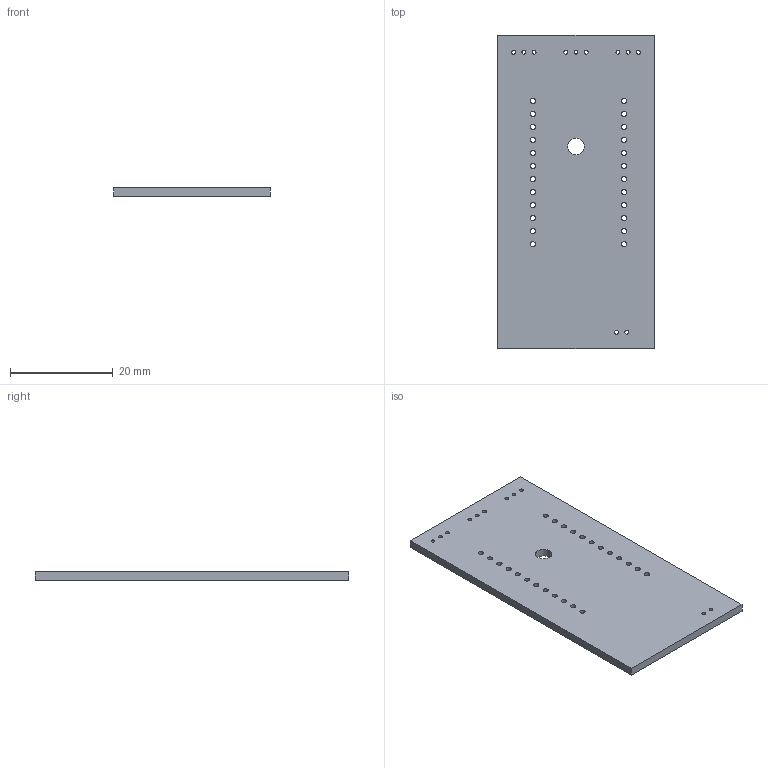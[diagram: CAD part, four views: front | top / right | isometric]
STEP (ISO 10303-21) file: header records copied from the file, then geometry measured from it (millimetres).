
FILE_DESCRIPTION(('KiCad electronic assembly'),'2;1');
FILE_NAME('unfancyRemote.step','2022-02-27T21:38:28',('Pcbnew'),('Kicad' ),'Open CASCADE STEP processor 7.6','KiCad to STEP converter', 'Unknown');
FILE_SCHEMA(('AUTOMOTIVE_DESIGN { 1 0 10303 214 1 1 1 1 }'));
Length unit declared in the file: millimetre
Products named in the file (2): unfancyRemote 1; unfancyRemote PCB
Assembly tree (1 placements, depth 2):
  unfancyRemote 1
    unfancyRemote PCB
Bounding box: 30.48 x 60.96 x 1.6 mm (x, y, z)
Volume: 2922.1 mm3; surface area: 4123.4 mm2
Topology: 1 solids, 1 shells, 42 faces, 120 edges, 80 vertices
Faces by surface type: cylinder 36, plane 6
Full cylindrical faces by diameter (mm): 0.75 x11, 1 x24, 3.2 x1
Entity records: 3383 total; most frequent: CARTESIAN_POINT 916, DIRECTION 448, ORIENTED_EDGE 240, PCURVE 240, DEFINITIONAL_REPRESENTATION 240, LINE 216, VECTOR 216, EDGE_CURVE 120
